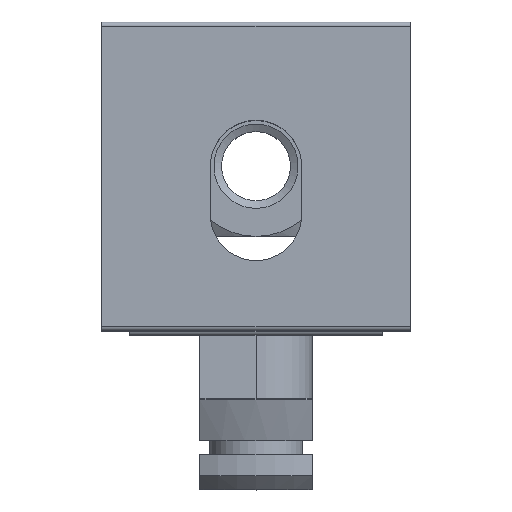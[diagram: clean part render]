
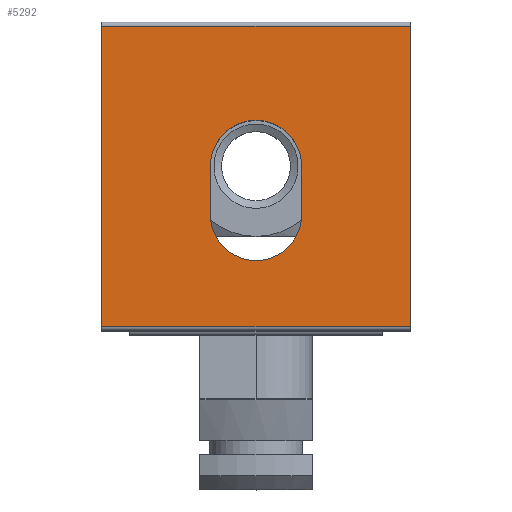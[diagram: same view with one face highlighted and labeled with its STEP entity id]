
A CAD part, top view. The second image highlights one B-rep face of the part: STEP entity #5292.
In plain terms, the highlighted face is planar.
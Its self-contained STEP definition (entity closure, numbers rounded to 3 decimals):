
#4881=CARTESIAN_POINT('',(-15.,-2.75,3.25));
#4882=VERTEX_POINT('',#4881);
#4889=CARTESIAN_POINT('',(-15.,0.75,3.25));
#4890=VERTEX_POINT('',#4889);
#4891=CARTESIAN_POINT('',(-15.,0.75,3.25));
#4892=DIRECTION('',(0.0,-1.0,0.0));
#4893=VECTOR('',#4892,3.5);
#4894=LINE('',#4891,#4893);
#4895=EDGE_CURVE('',#4890,#4882,#4894,.T.);
#4954=CARTESIAN_POINT('',(-15.,0.75,-3.25));
#4955=VERTEX_POINT('',#4954);
#4956=CARTESIAN_POINT('',(-15.,0.75,0.0));
#4957=DIRECTION('',(1.0,0.0,0.0));
#4958=DIRECTION('',(0.0,0.0,-1.0));
#4959=AXIS2_PLACEMENT_3D('',#4956,#4957,#4958);
#4960=CIRCLE('',#4959,3.25);
#4961=EDGE_CURVE('',#4955,#4890,#4960,.T.);
#5041=CARTESIAN_POINT('',(-15.,-2.75,-3.25));
#5042=VERTEX_POINT('',#5041);
#5043=CARTESIAN_POINT('',(-15.,-2.75,-3.25));
#5044=DIRECTION('',(0.0,1.0,0.0));
#5045=VECTOR('',#5044,3.5);
#5046=LINE('',#5043,#5045);
#5047=EDGE_CURVE('',#5042,#4955,#5046,.T.);
#5071=CARTESIAN_POINT('',(-15.,-2.75,0.));
#5072=DIRECTION('',(1.0,0.0,0.0));
#5073=DIRECTION('',(0.0,0.0,-1.0));
#5074=AXIS2_PLACEMENT_3D('',#5071,#5072,#5073);
#5075=CIRCLE('',#5074,3.25);
#5076=EDGE_CURVE('',#4882,#5042,#5075,.T.);
#5228=CARTESIAN_POINT('',(-15.,-10.7,11.0));
#5229=VERTEX_POINT('',#5228);
#5237=CARTESIAN_POINT('',(-15.,-10.7,-11.0));
#5238=VERTEX_POINT('',#5237);
#5239=CARTESIAN_POINT('',(-15.,-10.7,-11.0));
#5240=DIRECTION('',(0.0,0.0,1.0));
#5241=VECTOR('',#5240,22.0);
#5242=LINE('',#5239,#5241);
#5243=EDGE_CURVE('',#5238,#5229,#5242,.T.);
#5256=CARTESIAN_POINT('',(-15.,-10.7,-11.0));
#5257=DIRECTION('',(-1.0,0.0,0.0));
#5258=DIRECTION('',(0.0,0.0,1.0));
#5259=AXIS2_PLACEMENT_3D('',#5256,#5257,#5258);
#5260=PLANE('',#5259);
#5261=CARTESIAN_POINT('',(-15.,10.7,11.0));
#5262=VERTEX_POINT('',#5261);
#5263=CARTESIAN_POINT('',(-15.,-10.7,11.0));
#5264=DIRECTION('',(0.0,1.0,0.0));
#5265=VECTOR('',#5264,21.4);
#5266=LINE('',#5263,#5265);
#5267=EDGE_CURVE('',#5229,#5262,#5266,.T.);
#5268=ORIENTED_EDGE('',*,*,#5267,.T.);
#5269=CARTESIAN_POINT('',(-15.,10.7,-11.0));
#5270=VERTEX_POINT('',#5269);
#5271=CARTESIAN_POINT('',(-15.,10.7,-11.0));
#5272=DIRECTION('',(0.0,0.0,1.0));
#5273=VECTOR('',#5272,22.0);
#5274=LINE('',#5271,#5273);
#5275=EDGE_CURVE('',#5270,#5262,#5274,.T.);
#5276=ORIENTED_EDGE('',*,*,#5275,.F.);
#5277=CARTESIAN_POINT('',(-15.,10.7,-11.0));
#5278=DIRECTION('',(0.0,-1.0,0.0));
#5279=VECTOR('',#5278,21.4);
#5280=LINE('',#5277,#5279);
#5281=EDGE_CURVE('',#5270,#5238,#5280,.T.);
#5282=ORIENTED_EDGE('',*,*,#5281,.T.);
#5283=ORIENTED_EDGE('',*,*,#5243,.T.);
#5284=EDGE_LOOP('',(#5268,#5276,#5282,#5283));
#5285=FACE_OUTER_BOUND('',#5284,.T.);
#5286=ORIENTED_EDGE('',*,*,#5047,.T.);
#5287=ORIENTED_EDGE('',*,*,#4961,.T.);
#5288=ORIENTED_EDGE('',*,*,#4895,.T.);
#5289=ORIENTED_EDGE('',*,*,#5076,.T.);
#5290=EDGE_LOOP('',(#5286,#5287,#5288,#5289));
#5291=FACE_BOUND('',#5290,.T.);
#5292=ADVANCED_FACE('',(#5285,#5291),#5260,.T.);
